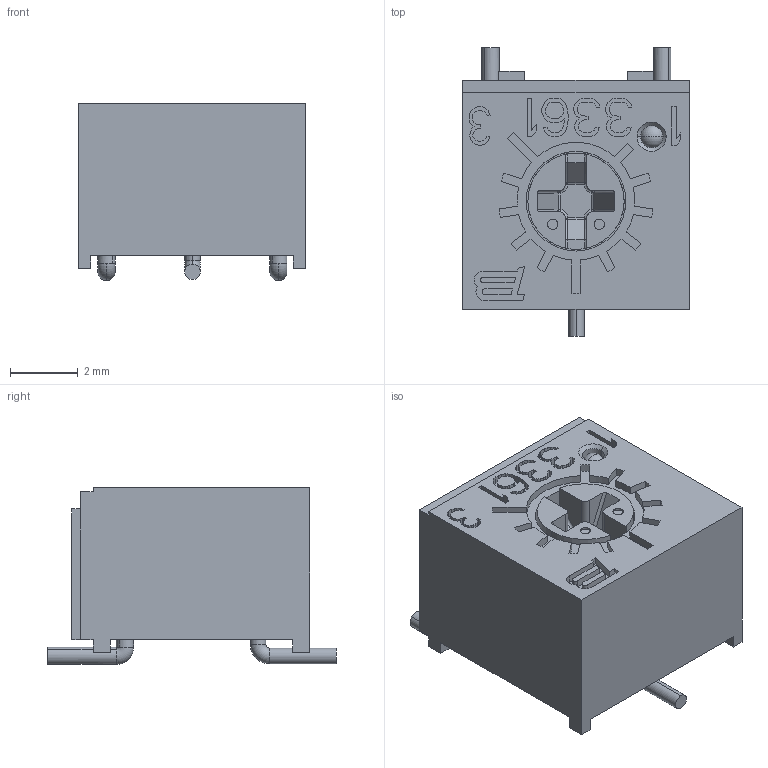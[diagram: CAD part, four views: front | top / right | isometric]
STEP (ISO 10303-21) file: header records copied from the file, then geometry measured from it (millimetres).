
FILE_DESCRIPTION (( 'STEP AP214' ), '1' );
FILE_NAME ('3361P-1-104GLF.STEP', '2022-11-17T02:59:04', ( '' ), ( '' ), 'SwSTEP 2.0', 'SolidWorks 2022', '' );
FILE_SCHEMA (( 'AUTOMOTIVE_DESIGN' ));
Length unit declared in the file: millimetre
Products named in the file (1): 3361P-1-104GLF
Bounding box: 6.71 x 8.53 x 5.23 mm (x, y, z)
Volume: 200.3 mm3; surface area: 294 mm2
Topology: 1 solids, 8 shells, 494 faces, 1345 edges, 886 vertices
Faces by surface type: plane 385, cylinder 79, torus 12, sphere 8, bspline 8, cone 2
Entity records: 15951 total; most frequent: CARTESIAN_POINT 3110, ORIENTED_EDGE 2690, DIRECTION 2447, EDGE_CURVE 1345, LINE 1121, VECTOR 1121, VERTEX_POINT 886, AXIS2_PLACEMENT_3D 663
